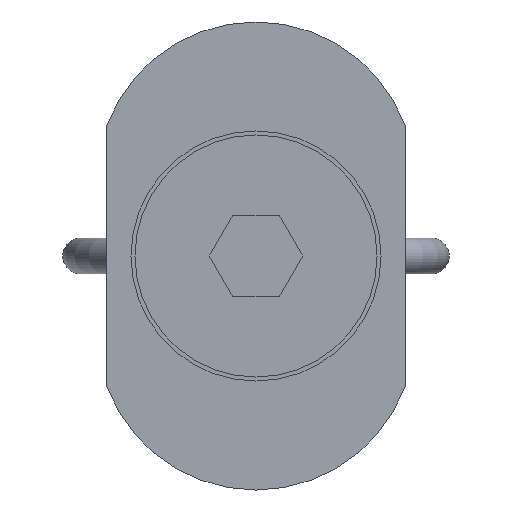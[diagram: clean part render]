
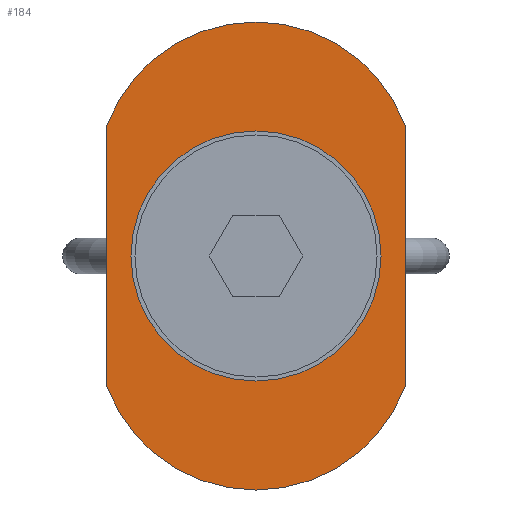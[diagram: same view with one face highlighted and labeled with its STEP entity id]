
A CAD part, left-side view. The second image highlights one B-rep face of the part: STEP entity #184.
In plain terms, the highlighted face is planar.
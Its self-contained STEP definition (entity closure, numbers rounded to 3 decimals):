
#184 = ADVANCED_FACE( '', ( #226, #227 ), #228, .F. );
#226 = FACE_BOUND( '', #309, .T. );
#227 = FACE_OUTER_BOUND( '', #310, .T. );
#228 = PLANE( '', #311 );
#309 = EDGE_LOOP( '', ( #406 ) );
#310 = EDGE_LOOP( '', ( #407, #408, #409, #410 ) );
#311 = AXIS2_PLACEMENT_3D( '', #411, #412, #413 );
#406 = ORIENTED_EDGE( '', *, *, #679, .T. );
#407 = ORIENTED_EDGE( '', *, *, #680, .T. );
#408 = ORIENTED_EDGE( '', *, *, #681, .T. );
#409 = ORIENTED_EDGE( '', *, *, #682, .F. );
#410 = ORIENTED_EDGE( '', *, *, #683, .F. );
#411 = CARTESIAN_POINT( '', ( 11.6, 8., 7.4 ) );
#412 = DIRECTION( '', ( 0., -1., 0. ) );
#413 = DIRECTION( '', ( 0., 0., -1. ) );
#679 = EDGE_CURVE( '', #777, #777, #778, .T. );
#680 = EDGE_CURVE( '', #779, #780, #781, .T. );
#681 = EDGE_CURVE( '', #780, #782, #783, .T. );
#682 = EDGE_CURVE( '', #784, #782, #785, .T. );
#683 = EDGE_CURVE( '', #779, #784, #786, .T. );
#777 = VERTEX_POINT( '', #933 );
#778 = CIRCLE( '', #934, 6.2 );
#779 = VERTEX_POINT( '', #935 );
#780 = VERTEX_POINT( '', #936 );
#781 = LINE( '', #937, #938 );
#782 = VERTEX_POINT( '', #939 );
#783 = CIRCLE( '', #940, 7.9 );
#784 = VERTEX_POINT( '', #941 );
#785 = LINE( '', #942, #943 );
#786 = CIRCLE( '', #944, 7.9 );
#933 = CARTESIAN_POINT( '', ( 0., 8., -6.2 ) );
#934 = AXIS2_PLACEMENT_3D( '', #1127, #1128, #1129 );
#935 = CARTESIAN_POINT( '', ( 6.466, 8., -7.4 ) );
#936 = CARTESIAN_POINT( '', ( -6.466, 8., -7.4 ) );
#937 = CARTESIAN_POINT( '', ( 11.6, 8., -7.4 ) );
#938 = VECTOR( '', #1130, 1000. );
#939 = CARTESIAN_POINT( '', ( -6.466, 8., 7.4 ) );
#940 = AXIS2_PLACEMENT_3D( '', #1131, #1132, #1133 );
#941 = CARTESIAN_POINT( '', ( 6.466, 8., 7.4 ) );
#942 = CARTESIAN_POINT( '', ( 11.6, 8., 7.4 ) );
#943 = VECTOR( '', #1134, 1000. );
#944 = AXIS2_PLACEMENT_3D( '', #1135, #1136, #1137 );
#1127 = CARTESIAN_POINT( '', ( 0., 8., 0. ) );
#1128 = DIRECTION( '', ( 0., -1., 0. ) );
#1129 = DIRECTION( '', ( 0., 0., -1. ) );
#1130 = DIRECTION( '', ( -1., 0., 0. ) );
#1131 = CARTESIAN_POINT( '', ( -3.7, 8., 0. ) );
#1132 = DIRECTION( '', ( 0., 1., 0. ) );
#1133 = DIRECTION( '', ( 0., 0., 1. ) );
#1134 = DIRECTION( '', ( -1., 0., 0. ) );
#1135 = CARTESIAN_POINT( '', ( 3.7, 8., 0. ) );
#1136 = DIRECTION( '', ( 0., -1., 0. ) );
#1137 = DIRECTION( '', ( 0., 0., -1. ) );
